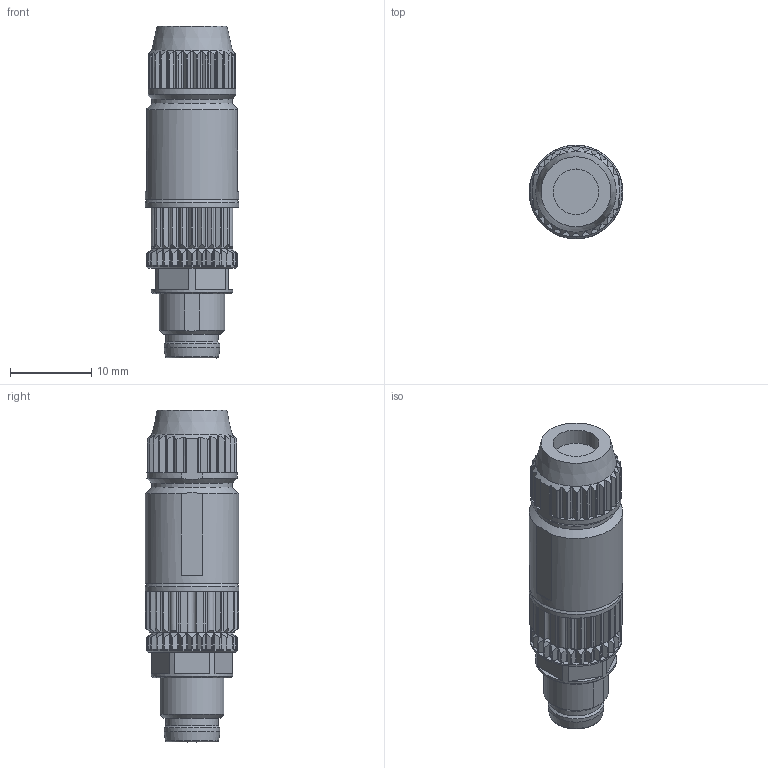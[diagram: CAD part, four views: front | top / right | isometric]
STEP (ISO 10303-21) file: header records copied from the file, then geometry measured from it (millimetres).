
FILE_DESCRIPTION(/* description */ (''),/* implementation_level */ '2;1');
FILE_NAME(/* name */ 'SSPC4S.stp',/* time_stamp */ '2016-12-09T09:42:15+01:00',/* author */ (''),/* organization */ (''),/* preprocessor_version */ 'ST-DEVELOPER v16',/* originating_system */ 'SIEMENS PLM Software NX 10.0',/* authorisation */ '');
FILE_SCHEMA (('AUTOMOTIVE_DESIGN { 1 0 10303 214 3 1 1 1 }'));
Length unit declared in the file: millimetre
Products named in the file (1): 100188430ugm000_a
Bounding box: 11.5 x 11.5 x 40.8 mm (x, y, z)
Volume: 3132.2 mm3; surface area: 1924.3 mm2
Topology: 1 solids, 1 shells, 513 faces, 1411 edges, 912 vertices
Faces by surface type: plane 212, cylinder 197, bspline 64, cone 39, torus 1
Full cylindrical faces by diameter (mm): 5.6 x1, 5.8 x1, 6.4 x1, 6.87 x1, 8.6 x1, 9.9 x1, 10 x1, 11.3 x1, 11.5 x2
Entity records: 19637 total; most frequent: CARTESIAN_POINT 7687, ORIENTED_EDGE 2762, DIRECTION 2138, EDGE_CURVE 1381, VERTEX_POINT 907, AXIS2_PLACEMENT_3D 752, LINE 634, VECTOR 634
